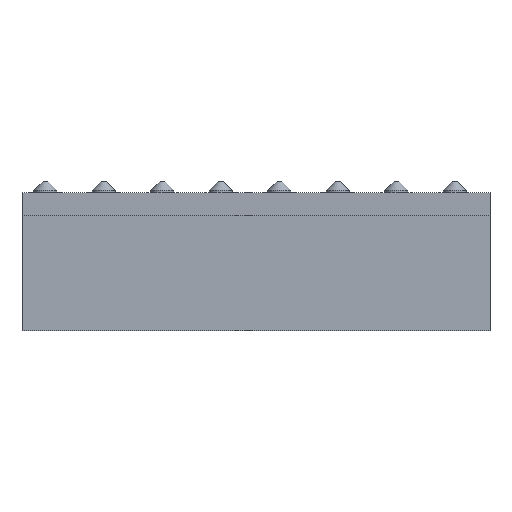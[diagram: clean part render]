
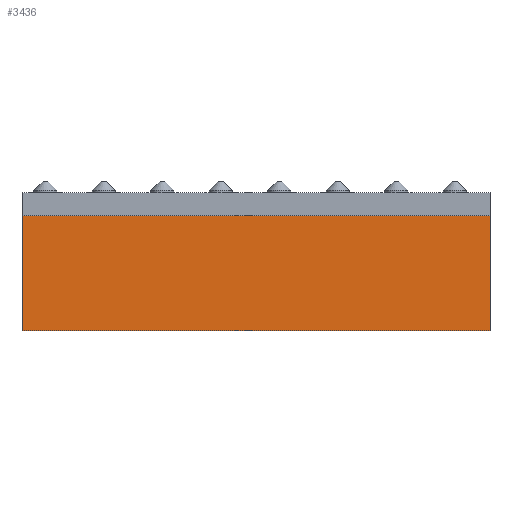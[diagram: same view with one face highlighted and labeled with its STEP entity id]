
A CAD part, front view. The second image highlights one B-rep face of the part: STEP entity #3436.
In plain terms, the highlighted planar face has unit normal (0, -1, 0).
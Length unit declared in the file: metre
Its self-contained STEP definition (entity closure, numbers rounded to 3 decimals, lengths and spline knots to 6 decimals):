
#3436 = ADVANCED_FACE( '', ( #7202 ), #7203, .F. );
#7202 = FACE_OUTER_BOUND( '', #11734, .T. );
#7203 = PLANE( '', #11735 );
#11734 = EDGE_LOOP( '', ( #20792, #20793, #20794, #20795 ) );
#11735 = AXIS2_PLACEMENT_3D( '', #20796, #20797, #20798 );
#20792 = ORIENTED_EDGE( '', *, *, #25730, .T. );
#20793 = ORIENTED_EDGE( '', *, *, #27281, .F. );
#20794 = ORIENTED_EDGE( '', *, *, #26329, .F. );
#20795 = ORIENTED_EDGE( '', *, *, #26166, .T. );
#20796 = CARTESIAN_POINT( '', ( -0.006486, -0.00635, 0.005 ) );
#20797 = DIRECTION( '', ( 0., 1., 0. ) );
#20798 = DIRECTION( '', ( -1., 0., 0. ) );
#25730 = EDGE_CURVE( '', #31122, #31120, #31123, .T. );
#26166 = EDGE_CURVE( '', #31774, #31122, #31775, .T. );
#26329 = EDGE_CURVE( '', #31774, #32001, #32002, .T. );
#27281 = EDGE_CURVE( '', #32001, #31120, #33241, .T. );
#31120 = VERTEX_POINT( '', #39078 );
#31122 = VERTEX_POINT( '', #39081 );
#31123 = LINE( '', #39082, #39083 );
#31774 = VERTEX_POINT( '', #40170 );
#31775 = LINE( '', #40171, #40172 );
#32001 = VERTEX_POINT( '', #40546 );
#32002 = LINE( '', #40547, #40548 );
#33241 = LINE( '', #42493, #42494 );
#39078 = CARTESIAN_POINT( '', ( 0.01016, -0.00635, 0. ) );
#39081 = CARTESIAN_POINT( '', ( -0.01016, -0.00635, 0. ) );
#39082 = CARTESIAN_POINT( '', ( -0.006486, -0.00635, 0. ) );
#39083 = VECTOR( '', #44621, 1. );
#40170 = CARTESIAN_POINT( '', ( -0.01016, -0.00635, 0.005 ) );
#40171 = CARTESIAN_POINT( '', ( -0.01016, -0.00635, 0.005 ) );
#40172 = VECTOR( '', #44868, 1. );
#40546 = CARTESIAN_POINT( '', ( 0.01016, -0.00635, 0.005 ) );
#40547 = CARTESIAN_POINT( '', ( -0.006486, -0.00635, 0.005 ) );
#40548 = VECTOR( '', #44970, 1. );
#42493 = CARTESIAN_POINT( '', ( 0.01016, -0.00635, 0.005 ) );
#42494 = VECTOR( '', #45544, 1. );
#44621 = DIRECTION( '', ( 1., 0., 0. ) );
#44868 = DIRECTION( '', ( 0., 0., -1. ) );
#44970 = DIRECTION( '', ( 1., 0., 0. ) );
#45544 = DIRECTION( '', ( 0., 0., -1. ) );
